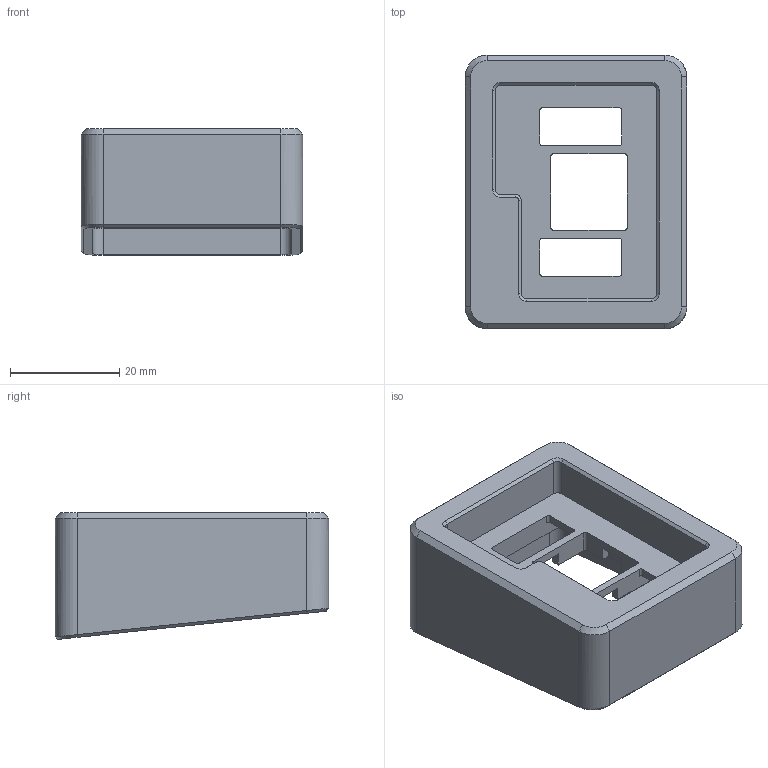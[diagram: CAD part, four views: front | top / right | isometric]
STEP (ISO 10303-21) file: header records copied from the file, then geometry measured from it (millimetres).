
FILE_DESCRIPTION(/* description */ (''),/* implementation_level */ '2;1');
FILE_NAME(/* name */ 'top.step',/* time_stamp */ '2021-09-23T10:07:05+02:00',/* author */ (''),/* organization */ (''),/* preprocessor_version */ 'ST-DEVELOPER v18.1',/* originating_system */ 'Autodesk Translation Framework v10.10.0.1391',/* authorisation */ '');
FILE_SCHEMA (('AUTOMOTIVE_DESIGN { 1 0 10303 214 3 1 1 }'));
Length unit declared in the file: millimetre
Products named in the file (1): Top
Bounding box: 40.58 x 50.1 x 23.21 mm (x, y, z)
Volume: 15790.4 mm3; surface area: 9673.3 mm2
Topology: 1 solids, 1 shells, 115 faces, 308 edges, 196 vertices
Faces by surface type: plane 61, cylinder 34, cone 12, bspline 8
Entity records: 3748 total; most frequent: CARTESIAN_POINT 812, ORIENTED_EDGE 616, DIRECTION 586, EDGE_CURVE 308, LINE 214, VECTOR 214, VERTEX_POINT 196, AXIS2_PLACEMENT_3D 186
